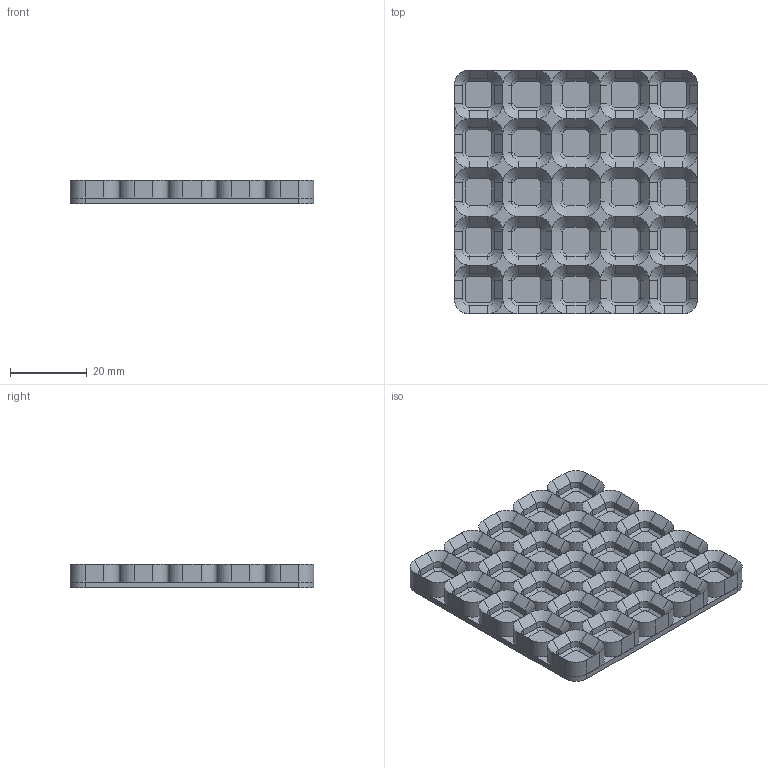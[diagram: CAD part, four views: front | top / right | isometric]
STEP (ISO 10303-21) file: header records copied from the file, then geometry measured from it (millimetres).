
FILE_DESCRIPTION(('FreeCAD Model'),'2;1');
FILE_NAME('Open CASCADE Shape Model','2024-02-25T02:49:33',(''),(''), 'Open CASCADE STEP processor 7.6','FreeCAD','Unknown');
FILE_SCHEMA(('AUTOMOTIVE_DESIGN { 1 0 10303 214 1 1 1 1 }'));
Length unit declared in the file: millimetre
Products named in the file (1): Gridfinity_Base_MasterCompound001
Bounding box: 63.5 x 63.5 x 6.15 mm (x, y, z)
Volume: 13479.3 mm3; surface area: 20638.6 mm2
Topology: 20 solids, 20 shells, 998 faces, 2000 edges, 992 vertices
Faces by surface type: plane 594, cylinder 204, cone 200
Entity records: 24715 total; most frequent: DIRECTION 4506, ORIENTED_EDGE 4000, CARTESIAN_POINT 3991, EDGE_CURVE 2000, AXIS2_PLACEMENT_3D 1507, LINE 1492, VECTOR 1492, ADVANCED_FACE 998
